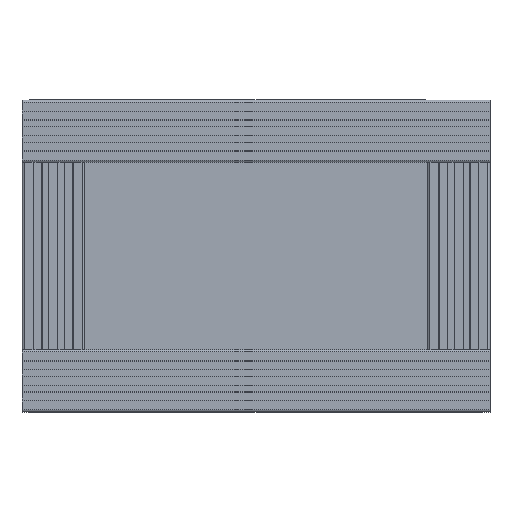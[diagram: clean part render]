
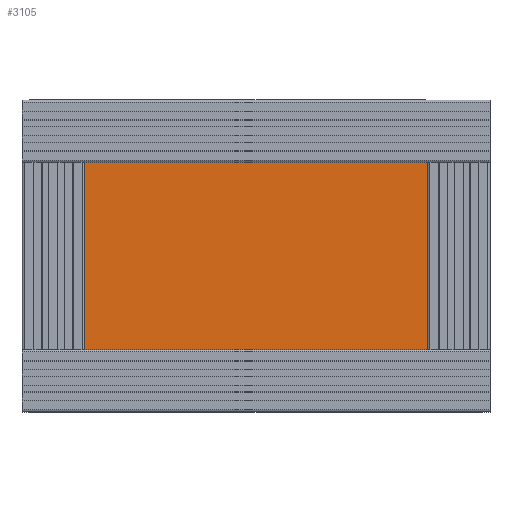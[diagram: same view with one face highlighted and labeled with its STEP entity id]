
A CAD part, front view. The second image highlights one B-rep face of the part: STEP entity #3105.
In plain terms, the highlighted planar face has unit normal (0, -1, 0).
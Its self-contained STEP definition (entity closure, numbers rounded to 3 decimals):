
#84 = DIRECTION ( 'NONE',  ( 0., 0., 1. ) ) ;
#126 = CARTESIAN_POINT ( 'NONE',  ( 290., 0., 190. ) ) ;
#427 = CARTESIAN_POINT ( 'NONE',  ( 300., 0., -200. ) ) ;
#723 = EDGE_LOOP ( 'NONE', ( #8658, #9292, #12164, #6632, #7065, #12348, #12619, #4466 ) ) ;
#891 = AXIS2_PLACEMENT_3D ( 'NONE', #126, #7558, #8548 ) ;
#983 = DIRECTION ( 'NONE',  ( 0., -1., 0. ) ) ;
#1216 = VERTEX_POINT ( 'NONE', #11598 ) ;
#2399 = CIRCLE ( 'NONE', #9795, 10. ) ;
#2886 = VERTEX_POINT ( 'NONE', #10664 ) ;
#2899 = CIRCLE ( 'NONE', #891, 10. ) ;
#3105 = ADVANCED_FACE ( 'NONE', ( #13525 ), #13660, .F. ) ;
#3578 = DIRECTION ( 'NONE',  ( -1., 0., 0. ) ) ;
#3710 = CARTESIAN_POINT ( 'NONE',  ( -290., 0., -200. ) ) ;
#4149 = CARTESIAN_POINT ( 'NONE',  ( -300., 0., 200. ) ) ;
#4156 = EDGE_CURVE ( 'NONE', #11200, #1216, #11974, .T. ) ;
#4220 = VECTOR ( 'NONE', #12589, 1000. ) ;
#4357 = VERTEX_POINT ( 'NONE', #13590 ) ;
#4466 = ORIENTED_EDGE ( 'NONE', *, *, #4156, .T. ) ;
#4596 = CARTESIAN_POINT ( 'NONE',  ( 290., 0., 200. ) ) ;
#4680 = CARTESIAN_POINT ( 'NONE',  ( 290., 0., -200. ) ) ;
#4705 = VECTOR ( 'NONE', #10346, 1000. ) ;
#4821 = CARTESIAN_POINT ( 'NONE',  ( -300., 0., -190. ) ) ;
#5098 = VERTEX_POINT ( 'NONE', #4596 ) ;
#5251 = CARTESIAN_POINT ( 'NONE',  ( -290., 0., -190. ) ) ;
#6191 = CIRCLE ( 'NONE', #8899, 10. ) ;
#6516 = VERTEX_POINT ( 'NONE', #4821 ) ;
#6585 = EDGE_CURVE ( 'NONE', #2886, #5098, #2899, .T. ) ;
#6632 = ORIENTED_EDGE ( 'NONE', *, *, #11299, .T. ) ;
#6873 = EDGE_CURVE ( 'NONE', #2886, #4357, #7966, .T. ) ;
#7043 = DIRECTION ( 'NONE',  ( 0., 0., 1. ) ) ;
#7048 = AXIS2_PLACEMENT_3D ( 'NONE', #9500, #10615, #11662 ) ;
#7065 = ORIENTED_EDGE ( 'NONE', *, *, #6873, .F. ) ;
#7558 = DIRECTION ( 'NONE',  ( 0., -1., 0. ) ) ;
#7942 = EDGE_CURVE ( 'NONE', #11200, #5098, #8040, .T. ) ;
#7966 = LINE ( 'NONE', #9231, #4705 ) ;
#8040 = LINE ( 'NONE', #13368, #4220 ) ;
#8335 = CARTESIAN_POINT ( 'NONE',  ( 0., 0., 0. ) ) ;
#8548 = DIRECTION ( 'NONE',  ( 0., 0., 1. ) ) ;
#8658 = ORIENTED_EDGE ( 'NONE', *, *, #11807, .F. ) ;
#8899 = AXIS2_PLACEMENT_3D ( 'NONE', #11454, #10478, #7043 ) ;
#8957 = CARTESIAN_POINT ( 'NONE',  ( -290., 0., 200. ) ) ;
#9103 = VECTOR ( 'NONE', #84, 1000. ) ;
#9231 = CARTESIAN_POINT ( 'NONE',  ( 300., 0., 200. ) ) ;
#9292 = ORIENTED_EDGE ( 'NONE', *, *, #10979, .T. ) ;
#9500 = CARTESIAN_POINT ( 'NONE',  ( -290., 0., 190. ) ) ;
#9539 = DIRECTION ( 'NONE',  ( 0., 0., 1. ) ) ;
#9552 = VERTEX_POINT ( 'NONE', #4680 ) ;
#9795 = AXIS2_PLACEMENT_3D ( 'NONE', #5251, #983, #9539 ) ;
#10346 = DIRECTION ( 'NONE',  ( 0., 0., -1. ) ) ;
#10478 = DIRECTION ( 'NONE',  ( 0., -1., 0. ) ) ;
#10531 = LINE ( 'NONE', #4149, #9103 ) ;
#10615 = DIRECTION ( 'NONE',  ( 0., -1., 0. ) ) ;
#10664 = CARTESIAN_POINT ( 'NONE',  ( 300., 0., 190. ) ) ;
#10979 = EDGE_CURVE ( 'NONE', #6516, #12120, #2399, .T. ) ;
#11200 = VERTEX_POINT ( 'NONE', #8957 ) ;
#11299 = EDGE_CURVE ( 'NONE', #9552, #4357, #6191, .T. ) ;
#11454 = CARTESIAN_POINT ( 'NONE',  ( 290., 0., -190. ) ) ;
#11544 = DIRECTION ( 'NONE',  ( 0., 0., 1. ) ) ;
#11547 = VECTOR ( 'NONE', #3578, 1000. ) ;
#11598 = CARTESIAN_POINT ( 'NONE',  ( -300., 0., 190. ) ) ;
#11662 = DIRECTION ( 'NONE',  ( 0., 0., 1. ) ) ;
#11807 = EDGE_CURVE ( 'NONE', #6516, #1216, #10531, .T. ) ;
#11921 = EDGE_CURVE ( 'NONE', #9552, #12120, #11988, .T. ) ;
#11974 = CIRCLE ( 'NONE', #7048, 10. ) ;
#11988 = LINE ( 'NONE', #427, #11547 ) ;
#12120 = VERTEX_POINT ( 'NONE', #3710 ) ;
#12164 = ORIENTED_EDGE ( 'NONE', *, *, #11921, .F. ) ;
#12348 = ORIENTED_EDGE ( 'NONE', *, *, #6585, .T. ) ;
#12589 = DIRECTION ( 'NONE',  ( 1., 0., 0. ) ) ;
#12609 = DIRECTION ( 'NONE',  ( 0., 1., 0. ) ) ;
#12619 = ORIENTED_EDGE ( 'NONE', *, *, #7942, .F. ) ;
#13368 = CARTESIAN_POINT ( 'NONE',  ( 300., 0., 200. ) ) ;
#13461 = AXIS2_PLACEMENT_3D ( 'NONE', #8335, #12609, #11544 ) ;
#13525 = FACE_OUTER_BOUND ( 'NONE', #723, .T. ) ;
#13590 = CARTESIAN_POINT ( 'NONE',  ( 300., 0., -190. ) ) ;
#13660 = PLANE ( 'NONE',  #13461 ) ;
